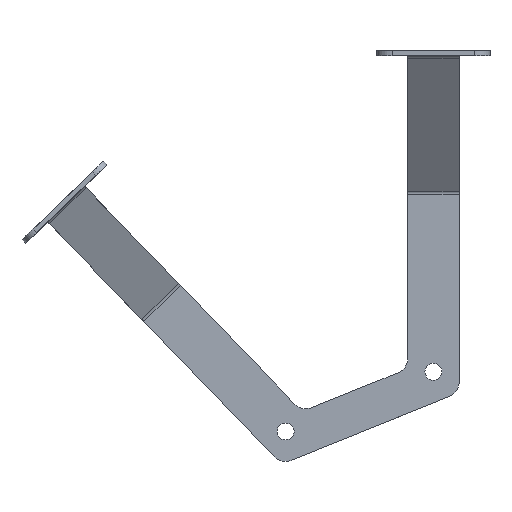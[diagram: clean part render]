
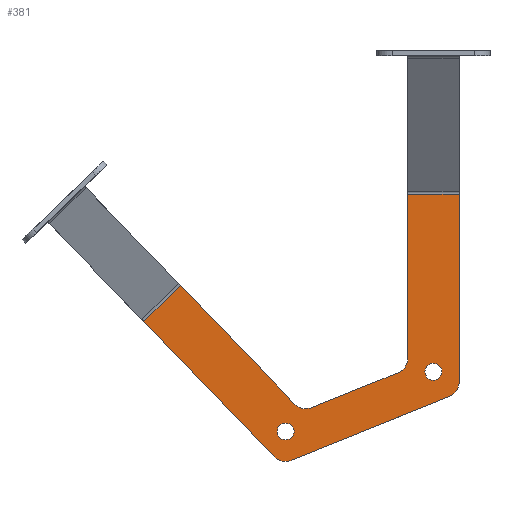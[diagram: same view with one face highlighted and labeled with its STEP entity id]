
A CAD part, top view. The second image highlights one B-rep face of the part: STEP entity #381.
In plain terms, the highlighted planar face has unit normal (0, 0, 1).
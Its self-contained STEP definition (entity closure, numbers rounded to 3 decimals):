
#17 = EDGE_CURVE ( 'NONE', #254, #1292, #701, .T. ) ;
#22 = DIRECTION ( 'NONE',  ( 1., 0., 0. ) ) ;
#36 = FACE_OUTER_BOUND ( 'NONE', #1847, .T. ) ;
#55 = CARTESIAN_POINT ( 'NONE',  ( -54.176, 11.845, 0.5 ) ) ;
#61 = CIRCLE ( 'NONE', #680, 3. ) ;
#63 = CARTESIAN_POINT ( 'NONE',  ( -28.743, -11.613, 0.5 ) ) ;
#66 = DIRECTION ( 'NONE',  ( 1., 0., 0. ) ) ;
#70 = CARTESIAN_POINT ( 'NONE',  ( -1.65, 0., 0.5 ) ) ;
#97 = DIRECTION ( 'NONE',  ( -0.719, -0.695, 0. ) ) ;
#98 = ORIENTED_EDGE ( 'NONE', *, *, #168, .T. ) ;
#109 = CIRCLE ( 'NONE', #812, 3. ) ;
#111 = CARTESIAN_POINT ( 'NONE',  ( 0., 0., 0.5 ) ) ;
#120 = VERTEX_POINT ( 'NONE', #1494 ) ;
#130 = DIRECTION ( 'NONE',  ( 1., 0., 0. ) ) ;
#134 = ORIENTED_EDGE ( 'NONE', *, *, #17, .T. ) ;
#136 = VERTEX_POINT ( 'NONE', #1622 ) ;
#139 = EDGE_CURVE ( 'NONE', #1267, #651, #545, .T. ) ;
#140 = AXIS2_PLACEMENT_3D ( 'NONE', #111, #278, #130 ) ;
#144 = CARTESIAN_POINT ( 'NONE',  ( -56.334, 9.761, 0.5 ) ) ;
#152 = DIRECTION ( 'NONE',  ( 1., 0., 0. ) ) ;
#153 = CARTESIAN_POINT ( 'NONE',  ( 3.124, -4.782, 0.5 ) ) ;
#157 = LINE ( 'NONE', #276, #1645 ) ;
#168 = EDGE_CURVE ( 'NONE', #332, #1145, #277, .T. ) ;
#170 = CARTESIAN_POINT ( 'NONE',  ( -5., -2., 0.5 ) ) ;
#171 = DIRECTION ( 'NONE',  ( 0., 0., -1. ) ) ;
#179 = VERTEX_POINT ( 'NONE', #70 ) ;
#181 = CARTESIAN_POINT ( 'NONE',  ( 5., 34.542, 0.5 ) ) ;
#205 = DIRECTION ( 'NONE',  ( 1., 0., 0. ) ) ;
#232 = EDGE_CURVE ( 'NONE', #997, #804, #109, .T. ) ;
#249 = DIRECTION ( 'NONE',  ( 0., 0., -1. ) ) ;
#254 = VERTEX_POINT ( 'NONE', #1613 ) ;
#258 = DIRECTION ( 'NONE',  ( 1., 0., 0. ) ) ;
#271 = CARTESIAN_POINT ( 'NONE',  ( 5., -2., 0.5 ) ) ;
#276 = CARTESIAN_POINT ( 'NONE',  ( -15.269, -3.584, 0.5 ) ) ;
#277 = CIRCLE ( 'NONE', #1272, 1.65 ) ;
#278 = DIRECTION ( 'NONE',  ( 0., 0., 1. ) ) ;
#289 = LINE ( 'NONE', #1390, #973 ) ;
#298 = FACE_BOUND ( 'NONE', #479, .T. ) ;
#312 = DIRECTION ( 'NONE',  ( 0., -1., 0. ) ) ;
#314 = ORIENTED_EDGE ( 'NONE', *, *, #1774, .T. ) ;
#332 = VERTEX_POINT ( 'NONE', #742 ) ;
#333 = VECTOR ( 'NONE', #642, 1000. ) ;
#334 = CARTESIAN_POINT ( 'NONE',  ( -5., 2.588, 0.5 ) ) ;
#335 = VECTOR ( 'NONE', #205, 1000. ) ;
#355 = DIRECTION ( 'NONE',  ( 1., 0., 0. ) ) ;
#369 = CARTESIAN_POINT ( 'NONE',  ( -49.141, 16.708, 0.5 ) ) ;
#373 = DIRECTION ( 'NONE',  ( -0.695, 0.719, 0. ) ) ;
#381 = ADVANCED_FACE ( 'NONE', ( #36, #827, #298 ), #1087, .T. ) ;
#413 = CARTESIAN_POINT ( 'NONE',  ( -28.743, -11.613, 0.5 ) ) ;
#445 = VERTEX_POINT ( 'NONE', #369 ) ;
#468 = CARTESIAN_POINT ( 'NONE',  ( -28.792, -14.441, 0.5 ) ) ;
#479 = EDGE_LOOP ( 'NONE', ( #98, #1230 ) ) ;
#493 = ORIENTED_EDGE ( 'NONE', *, *, #1814, .F. ) ;
#513 = EDGE_CURVE ( 'NONE', #445, #651, #1106, .T. ) ;
#545 = LINE ( 'NONE', #1198, #1692 ) ;
#561 = CARTESIAN_POINT ( 'NONE',  ( 3.124, -4.782, 0.5 ) ) ;
#562 = EDGE_CURVE ( 'NONE', #179, #1842, #577, .T. ) ;
#577 = CIRCLE ( 'NONE', #1620, 1.65 ) ;
#601 = CARTESIAN_POINT ( 'NONE',  ( -23.757, -9.578, 0.5 ) ) ;
#602 = CARTESIAN_POINT ( 'NONE',  ( -23.662, -6.975, 0.5 ) ) ;
#606 = EDGE_CURVE ( 'NONE', #120, #997, #157, .T. ) ;
#619 = CARTESIAN_POINT ( 'NONE',  ( 1.65, 0., 0.5 ) ) ;
#626 = DIRECTION ( 'NONE',  ( 0., 0., 1. ) ) ;
#635 = ORIENTED_EDGE ( 'NONE', *, *, #1514, .T. ) ;
#642 = DIRECTION ( 'NONE',  ( 0.695, -0.719, 0. ) ) ;
#650 = AXIS2_PLACEMENT_3D ( 'NONE', #1079, #626, #66 ) ;
#651 = VERTEX_POINT ( 'NONE', #144 ) ;
#665 = LINE ( 'NONE', #601, #333 ) ;
#680 = AXIS2_PLACEMENT_3D ( 'NONE', #468, #171, #1611 ) ;
#686 = DIRECTION ( 'NONE',  ( 0., 0., -1. ) ) ;
#693 = ORIENTED_EDGE ( 'NONE', *, *, #513, .T. ) ;
#701 = LINE ( 'NONE', #170, #923 ) ;
#742 = CARTESIAN_POINT ( 'NONE',  ( -29.93, -12.759, 0.5 ) ) ;
#751 = ORIENTED_EDGE ( 'NONE', *, *, #1478, .F. ) ;
#756 = CARTESIAN_POINT ( 'NONE',  ( -24.786, -4.194, 0.5 ) ) ;
#764 = VECTOR ( 'NONE', #1452, 1000. ) ;
#787 = DIRECTION ( 'NONE',  ( -0.719, -0.695, 0. ) ) ;
#804 = VERTEX_POINT ( 'NONE', #1141 ) ;
#809 = AXIS2_PLACEMENT_3D ( 'NONE', #413, #686, #97 ) ;
#812 = AXIS2_PLACEMENT_3D ( 'NONE', #756, #889, #22 ) ;
#827 = FACE_BOUND ( 'NONE', #909, .T. ) ;
#843 = ORIENTED_EDGE ( 'NONE', *, *, #606, .T. ) ;
#853 = EDGE_CURVE ( 'NONE', #136, #1486, #1668, .T. ) ;
#856 = CARTESIAN_POINT ( 'NONE',  ( -27.556, -10.467, 0.5 ) ) ;
#869 = VECTOR ( 'NONE', #1103, 1000. ) ;
#870 = AXIS2_PLACEMENT_3D ( 'NONE', #926, #1630, #355 ) ;
#889 = DIRECTION ( 'NONE',  ( 0., 0., -1. ) ) ;
#909 = EDGE_LOOP ( 'NONE', ( #751, #1466 ) ) ;
#923 = VECTOR ( 'NONE', #312, 1000. ) ;
#926 = CARTESIAN_POINT ( 'NONE',  ( 2., -2., 0.5 ) ) ;
#947 = CARTESIAN_POINT ( 'NONE',  ( -8., 2.588, 0.5 ) ) ;
#973 = VECTOR ( 'NONE', #1799, 1000. ) ;
#997 = VERTEX_POINT ( 'NONE', #602 ) ;
#1068 = EDGE_CURVE ( 'NONE', #136, #1267, #61, .T. ) ;
#1079 = CARTESIAN_POINT ( 'NONE',  ( 2., -2., 0.5 ) ) ;
#1087 = PLANE ( 'NONE',  #650 ) ;
#1090 = VERTEX_POINT ( 'NONE', #181 ) ;
#1093 = EDGE_CURVE ( 'NONE', #1486, #1651, #1510, .T. ) ;
#1103 = DIRECTION ( 'NONE',  ( -0.719, -0.695, 0. ) ) ;
#1106 = LINE ( 'NONE', #55, #869 ) ;
#1113 = AXIS2_PLACEMENT_3D ( 'NONE', #947, #249, #152 ) ;
#1124 = CIRCLE ( 'NONE', #809, 1.65 ) ;
#1126 = ORIENTED_EDGE ( 'NONE', *, *, #1068, .F. ) ;
#1138 = DIRECTION ( 'NONE',  ( 0., 0., 1. ) ) ;
#1141 = CARTESIAN_POINT ( 'NONE',  ( -26.944, -6.278, 0.5 ) ) ;
#1145 = VERTEX_POINT ( 'NONE', #856 ) ;
#1198 = CARTESIAN_POINT ( 'NONE',  ( -78.882, 33.11, 0.5 ) ) ;
#1201 = ORIENTED_EDGE ( 'NONE', *, *, #1093, .T. ) ;
#1230 = ORIENTED_EDGE ( 'NONE', *, *, #1735, .T. ) ;
#1267 = VERTEX_POINT ( 'NONE', #1649 ) ;
#1272 = AXIS2_PLACEMENT_3D ( 'NONE', #63, #1512, #787 ) ;
#1281 = CIRCLE ( 'NONE', #1113, 3. ) ;
#1289 = DIRECTION ( 'NONE',  ( -0.927, -0.375, 0. ) ) ;
#1292 = VERTEX_POINT ( 'NONE', #334 ) ;
#1347 = ORIENTED_EDGE ( 'NONE', *, *, #232, .T. ) ;
#1390 = CARTESIAN_POINT ( 'NONE',  ( 5., 67., 0.5 ) ) ;
#1452 = DIRECTION ( 'NONE',  ( 0.927, 0.375, 0. ) ) ;
#1466 = ORIENTED_EDGE ( 'NONE', *, *, #562, .F. ) ;
#1472 = ORIENTED_EDGE ( 'NONE', *, *, #139, .F. ) ;
#1478 = EDGE_CURVE ( 'NONE', #1842, #179, #1532, .T. ) ;
#1486 = VERTEX_POINT ( 'NONE', #561 ) ;
#1487 = LINE ( 'NONE', #1673, #335 ) ;
#1494 = CARTESIAN_POINT ( 'NONE',  ( -6.876, -0.194, 0.5 ) ) ;
#1510 = CIRCLE ( 'NONE', #870, 3. ) ;
#1512 = DIRECTION ( 'NONE',  ( 0., 0., -1. ) ) ;
#1514 = EDGE_CURVE ( 'NONE', #1292, #120, #1281, .T. ) ;
#1532 = CIRCLE ( 'NONE', #140, 1.65 ) ;
#1577 = EDGE_CURVE ( 'NONE', #254, #1090, #1487, .T. ) ;
#1587 = ORIENTED_EDGE ( 'NONE', *, *, #853, .T. ) ;
#1611 = DIRECTION ( 'NONE',  ( -0.719, -0.695, 0. ) ) ;
#1613 = CARTESIAN_POINT ( 'NONE',  ( -5., 34.542, 0.5 ) ) ;
#1620 = AXIS2_PLACEMENT_3D ( 'NONE', #1822, #1138, #258 ) ;
#1622 = CARTESIAN_POINT ( 'NONE',  ( -27.668, -17.222, 0.5 ) ) ;
#1630 = DIRECTION ( 'NONE',  ( 0., 0., 1. ) ) ;
#1645 = VECTOR ( 'NONE', #1289, 1000. ) ;
#1649 = CARTESIAN_POINT ( 'NONE',  ( -30.95, -16.525, 0.5 ) ) ;
#1651 = VERTEX_POINT ( 'NONE', #271 ) ;
#1668 = LINE ( 'NONE', #153, #764 ) ;
#1673 = CARTESIAN_POINT ( 'NONE',  ( 2., 34.542, 0.5 ) ) ;
#1692 = VECTOR ( 'NONE', #373, 1000. ) ;
#1735 = EDGE_CURVE ( 'NONE', #1145, #332, #1124, .T. ) ;
#1774 = EDGE_CURVE ( 'NONE', #1651, #1090, #289, .T. ) ;
#1782 = ORIENTED_EDGE ( 'NONE', *, *, #1577, .F. ) ;
#1799 = DIRECTION ( 'NONE',  ( 0., 1., 0. ) ) ;
#1814 = EDGE_CURVE ( 'NONE', #445, #804, #665, .T. ) ;
#1822 = CARTESIAN_POINT ( 'NONE',  ( 0., 0., 0.5 ) ) ;
#1842 = VERTEX_POINT ( 'NONE', #619 ) ;
#1847 = EDGE_LOOP ( 'NONE', ( #1587, #1201, #314, #1782, #134, #635, #843, #1347, #493, #693, #1472, #1126 ) ) ;
